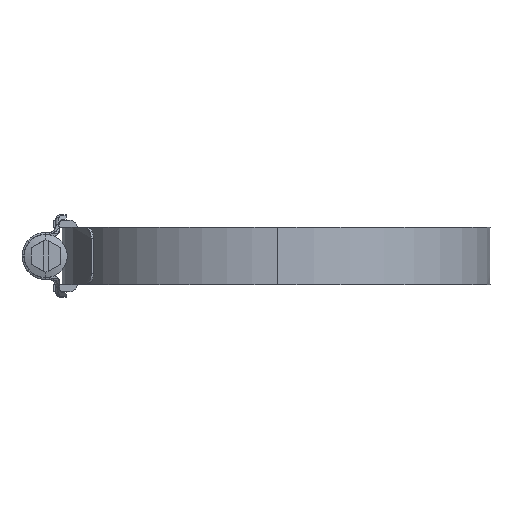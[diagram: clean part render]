
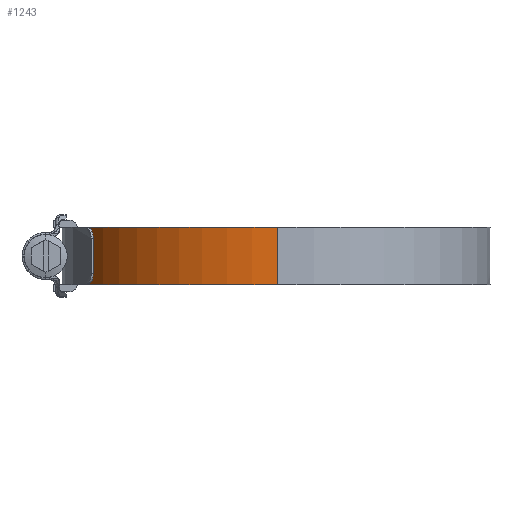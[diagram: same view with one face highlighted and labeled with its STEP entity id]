
A CAD part, left-side view. The second image highlights one B-rep face of the part: STEP entity #1243.
In plain terms, the highlighted cylindrical face has radius 59.19 mm (diameter 118.38 mm), a partial arc.
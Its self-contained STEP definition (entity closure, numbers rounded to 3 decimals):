
#213 = CARTESIAN_POINT ( 'NONE',  ( 0., 0., -7.95 ) ) ;
#339 = DIRECTION ( 'NONE',  ( 1., 0., 0. ) ) ;
#710 = VERTEX_POINT ( 'NONE', #1088 ) ;
#748 = DIRECTION ( 'NONE',  ( 0., 0., -1. ) ) ;
#1042 = DIRECTION ( 'NONE',  ( 0., 0., 1. ) ) ;
#1088 = CARTESIAN_POINT ( 'NONE',  ( 0., 59.19, 7.95 ) ) ;
#1118 = CARTESIAN_POINT ( 'NONE',  ( -59.19, 0., 7.95 ) ) ;
#1151 = DIRECTION ( 'NONE',  ( 0., 0., -1. ) ) ;
#1243 = ADVANCED_FACE ( 'NONE', ( #2302 ), #4821, .T. ) ;
#1628 = ORIENTED_EDGE ( 'NONE', *, *, #3553, .T. ) ;
#1727 = CARTESIAN_POINT ( 'NONE',  ( 0., 0., 7.95 ) ) ;
#1985 = CARTESIAN_POINT ( 'NONE',  ( 0., 59.19, 7.95 ) ) ;
#2015 = ORIENTED_EDGE ( 'NONE', *, *, #9190, .F. ) ;
#2246 = CARTESIAN_POINT ( 'NONE',  ( 0., 0., 7.95 ) ) ;
#2302 = FACE_OUTER_BOUND ( 'NONE', #4922, .T. ) ;
#2400 = DIRECTION ( 'NONE',  ( 0., 0., -1. ) ) ;
#2438 = CIRCLE ( 'NONE', #3896, 59.19 ) ;
#2880 = EDGE_CURVE ( 'NONE', #3291, #9932, #9344, .T. ) ;
#3102 = CARTESIAN_POINT ( 'NONE',  ( 0., 59.19, -7.95 ) ) ;
#3291 = VERTEX_POINT ( 'NONE', #1118 ) ;
#3553 = EDGE_CURVE ( 'NONE', #710, #6429, #5998, .T. ) ;
#3719 = ORIENTED_EDGE ( 'NONE', *, *, #2880, .F. ) ;
#3896 = AXIS2_PLACEMENT_3D ( 'NONE', #213, #1042, #8865 ) ;
#3989 = DIRECTION ( 'NONE',  ( -1., 0., 0. ) ) ;
#4113 = VECTOR ( 'NONE', #1151, 1000. ) ;
#4359 = ORIENTED_EDGE ( 'NONE', *, *, #7974, .T. ) ;
#4821 = CYLINDRICAL_SURFACE ( 'NONE', #5846, 59.19 ) ;
#4922 = EDGE_LOOP ( 'NONE', ( #3719, #2015, #1628, #4359 ) ) ;
#5046 = DIRECTION ( 'NONE',  ( 0., 0., 1. ) ) ;
#5459 = CARTESIAN_POINT ( 'NONE',  ( -59.19, 0., 7.95 ) ) ;
#5846 = AXIS2_PLACEMENT_3D ( 'NONE', #2246, #2400, #3989 ) ;
#5998 = LINE ( 'NONE', #1985, #4113 ) ;
#6429 = VERTEX_POINT ( 'NONE', #3102 ) ;
#6569 = CIRCLE ( 'NONE', #9053, 59.19 ) ;
#7974 = EDGE_CURVE ( 'NONE', #6429, #9932, #2438, .T. ) ;
#8405 = VECTOR ( 'NONE', #748, 1000. ) ;
#8865 = DIRECTION ( 'NONE',  ( 1., 0., 0. ) ) ;
#8955 = CARTESIAN_POINT ( 'NONE',  ( -59.19, 0., -7.95 ) ) ;
#9053 = AXIS2_PLACEMENT_3D ( 'NONE', #1727, #5046, #339 ) ;
#9190 = EDGE_CURVE ( 'NONE', #710, #3291, #6569, .T. ) ;
#9344 = LINE ( 'NONE', #5459, #8405 ) ;
#9932 = VERTEX_POINT ( 'NONE', #8955 ) ;
